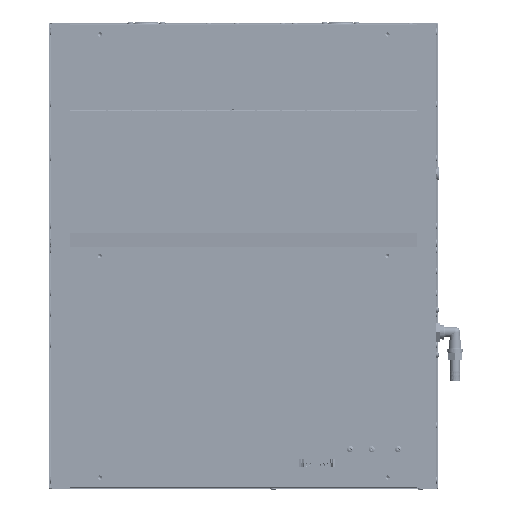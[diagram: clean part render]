
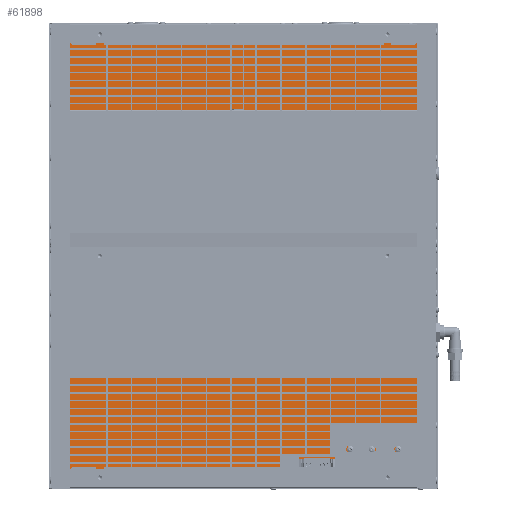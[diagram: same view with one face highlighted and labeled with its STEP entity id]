
A CAD part, front view. The second image highlights one B-rep face of the part: STEP entity #61898.
In plain terms, the highlighted face is planar.
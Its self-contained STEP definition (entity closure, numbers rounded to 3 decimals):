
#60484=CARTESIAN_POINT('',(-248.,-7.,-298.));
#60495=DIRECTION('',(-1.,0.,0.));
#60496=VECTOR('',#60495,496.);
#60497=CARTESIAN_POINT('',(248.,-7.,-298.));
#60498=LINE('',#60497,#60496);
#60499=CARTESIAN_POINT('',(248.,-7.,-298.));
#60638=CARTESIAN_POINT('',(-248.,-7.,298.));
#60649=DIRECTION('',(0.,0.,1.));
#60650=VECTOR('',#60649,596.);
#60651=CARTESIAN_POINT('',(-248.,-7.,-298.));
#60652=LINE('',#60651,#60650);
#60748=CARTESIAN_POINT('',(234.,-7.,105.));
#60749=DIRECTION('',(0.,1.,0.));
#60750=DIRECTION('',(-1.,0.,0.));
#60751=AXIS2_PLACEMENT_3D('',#60748,#60749,#60750);
#60753=CARTESIAN_POINT('',(234.,-7.,105.));
#60754=DIRECTION('',(0.,1.,0.));
#60755=DIRECTION('',(1.,0.,0.));
#60756=AXIS2_PLACEMENT_3D('',#60753,#60754,#60755);
#60758=CARTESIAN_POINT('',(234.,-7.,288.));
#60759=DIRECTION('',(0.,1.,0.));
#60760=DIRECTION('',(-1.,0.,0.));
#60761=AXIS2_PLACEMENT_3D('',#60758,#60759,#60760);
#60763=CARTESIAN_POINT('',(234.,-7.,288.));
#60764=DIRECTION('',(0.,1.,0.));
#60765=DIRECTION('',(1.,0.,0.));
#60766=AXIS2_PLACEMENT_3D('',#60763,#60764,#60765);
#60768=CARTESIAN_POINT('',(-234.,-7.,288.));
#60769=DIRECTION('',(0.,1.,0.));
#60770=DIRECTION('',(-1.,0.,0.));
#60771=AXIS2_PLACEMENT_3D('',#60768,#60769,#60770);
#60773=CARTESIAN_POINT('',(-234.,-7.,288.));
#60774=DIRECTION('',(0.,1.,0.));
#60775=DIRECTION('',(1.,0.,0.));
#60776=AXIS2_PLACEMENT_3D('',#60773,#60774,#60775);
#60778=CARTESIAN_POINT('',(-234.,-7.,105.));
#60779=DIRECTION('',(0.,1.,0.));
#60780=DIRECTION('',(-1.,0.,0.));
#60781=AXIS2_PLACEMENT_3D('',#60778,#60779,#60780);
#60783=CARTESIAN_POINT('',(-234.,-7.,105.));
#60784=DIRECTION('',(0.,1.,0.));
#60785=DIRECTION('',(1.,0.,0.));
#60786=AXIS2_PLACEMENT_3D('',#60783,#60784,#60785);
#60788=CARTESIAN_POINT('',(-234.,-7.,-288.));
#60789=DIRECTION('',(0.,1.,0.));
#60790=DIRECTION('',(-1.,0.,0.));
#60791=AXIS2_PLACEMENT_3D('',#60788,#60789,#60790);
#60793=CARTESIAN_POINT('',(-234.,-7.,-288.));
#60794=DIRECTION('',(0.,1.,0.));
#60795=DIRECTION('',(1.,0.,0.));
#60796=AXIS2_PLACEMENT_3D('',#60793,#60794,#60795);
#60798=CARTESIAN_POINT('',(234.,-7.,-288.));
#60799=DIRECTION('',(0.,1.,0.));
#60800=DIRECTION('',(-1.,0.,0.));
#60801=AXIS2_PLACEMENT_3D('',#60798,#60799,#60800);
#60803=CARTESIAN_POINT('',(234.,-7.,-288.));
#60804=DIRECTION('',(0.,1.,0.));
#60805=DIRECTION('',(1.,0.,0.));
#60806=AXIS2_PLACEMENT_3D('',#60803,#60804,#60805);
#60808=DIRECTION('',(0.,0.,-1.));
#60809=VECTOR('',#60808,596.);
#60810=CARTESIAN_POINT('',(248.,-7.,298.));
#60811=LINE('',#60810,#60809);
#60958=DIRECTION('',(1.,0.,0.));
#60959=VECTOR('',#60958,496.);
#60960=CARTESIAN_POINT('',(-248.,-7.,298.));
#60961=LINE('',#60960,#60959);
#61164=VERTEX_POINT('',#60484);
#61167=VERTEX_POINT('',#60499);
#61199=VERTEX_POINT('',#60638);
#61227=CARTESIAN_POINT('',(248.,-7.,298.));
#61228=VERTEX_POINT('',#61227);
#61229=CARTESIAN_POINT('',(231.75,-7.,105.));
#61230=CARTESIAN_POINT('',(236.25,-7.,105.));
#61231=VERTEX_POINT('',#61229);
#61232=VERTEX_POINT('',#61230);
#61233=CARTESIAN_POINT('',(231.75,-7.,288.));
#61234=CARTESIAN_POINT('',(236.25,-7.,288.));
#61235=VERTEX_POINT('',#61233);
#61236=VERTEX_POINT('',#61234);
#61237=CARTESIAN_POINT('',(-236.25,-7.,288.));
#61238=CARTESIAN_POINT('',(-231.75,-7.,288.));
#61239=VERTEX_POINT('',#61237);
#61240=VERTEX_POINT('',#61238);
#61241=CARTESIAN_POINT('',(-236.25,-7.,105.));
#61242=CARTESIAN_POINT('',(-231.75,-7.,105.));
#61243=VERTEX_POINT('',#61241);
#61244=VERTEX_POINT('',#61242);
#61245=CARTESIAN_POINT('',(-236.25,-7.,-288.));
#61246=CARTESIAN_POINT('',(-231.75,-7.,-288.));
#61247=VERTEX_POINT('',#61245);
#61248=VERTEX_POINT('',#61246);
#61249=CARTESIAN_POINT('',(231.75,-7.,-288.));
#61250=CARTESIAN_POINT('',(236.25,-7.,-288.));
#61251=VERTEX_POINT('',#61249);
#61252=VERTEX_POINT('',#61250);
#61849=CARTESIAN_POINT('',(-250.,-7.,-300.));
#61850=DIRECTION('',(0.,-1.,0.));
#61851=DIRECTION('',(1.,0.,0.));
#61852=AXIS2_PLACEMENT_3D('',#61849,#61850,#61851);
#61853=PLANE('',#61852);
#61854=ORIENTED_EDGE('',*,*,#61671,.F.);
#61855=ORIENTED_EDGE('',*,*,#61448,.F.);
#61857=ORIENTED_EDGE('',*,*,#61856,.F.);
#61859=ORIENTED_EDGE('',*,*,#61858,.F.);
#61860=EDGE_LOOP('',(#61854,#61855,#61857,#61859));
#61861=FACE_OUTER_BOUND('',#61860,.F.);
#61863=ORIENTED_EDGE('',*,*,#61862,.T.);
#61865=ORIENTED_EDGE('',*,*,#61864,.T.);
#61866=EDGE_LOOP('',(#61863,#61865));
#61867=FACE_BOUND('',#61866,.F.);
#61869=ORIENTED_EDGE('',*,*,#61868,.T.);
#61871=ORIENTED_EDGE('',*,*,#61870,.T.);
#61872=EDGE_LOOP('',(#61869,#61871));
#61873=FACE_BOUND('',#61872,.F.);
#61875=ORIENTED_EDGE('',*,*,#61874,.T.);
#61877=ORIENTED_EDGE('',*,*,#61876,.T.);
#61878=EDGE_LOOP('',(#61875,#61877));
#61879=FACE_BOUND('',#61878,.F.);
#61881=ORIENTED_EDGE('',*,*,#61880,.T.);
#61883=ORIENTED_EDGE('',*,*,#61882,.T.);
#61884=EDGE_LOOP('',(#61881,#61883));
#61885=FACE_BOUND('',#61884,.F.);
#61887=ORIENTED_EDGE('',*,*,#61886,.T.);
#61889=ORIENTED_EDGE('',*,*,#61888,.T.);
#61890=EDGE_LOOP('',(#61887,#61889));
#61891=FACE_BOUND('',#61890,.F.);
#61893=ORIENTED_EDGE('',*,*,#61892,.T.);
#61895=ORIENTED_EDGE('',*,*,#61894,.T.);
#61896=EDGE_LOOP('',(#61893,#61895));
#61897=FACE_BOUND('',#61896,.F.);
#61898=ADVANCED_FACE('',(#61861,#61867,#61873,#61879,#61885,#61891,#61897),
#61853,.F.);
#60752=CIRCLE('',#60751,2.25);
#60757=CIRCLE('',#60756,2.25);
#60762=CIRCLE('',#60761,2.25);
#60767=CIRCLE('',#60766,2.25);
#60772=CIRCLE('',#60771,2.25);
#60777=CIRCLE('',#60776,2.25);
#60782=CIRCLE('',#60781,2.25);
#60787=CIRCLE('',#60786,2.25);
#60792=CIRCLE('',#60791,2.25);
#60797=CIRCLE('',#60796,2.25);
#60802=CIRCLE('',#60801,2.25);
#60807=CIRCLE('',#60806,2.25);
#61448=EDGE_CURVE('',#61167,#61164,#60498,.T.);
#61671=EDGE_CURVE('',#61164,#61199,#60652,.T.);
#61856=EDGE_CURVE('',#61228,#61167,#60811,.T.);
#61858=EDGE_CURVE('',#61199,#61228,#60961,.T.);
#61862=EDGE_CURVE('',#61231,#61232,#60752,.T.);
#61864=EDGE_CURVE('',#61232,#61231,#60757,.T.);
#61868=EDGE_CURVE('',#61235,#61236,#60762,.T.);
#61870=EDGE_CURVE('',#61236,#61235,#60767,.T.);
#61874=EDGE_CURVE('',#61239,#61240,#60772,.T.);
#61876=EDGE_CURVE('',#61240,#61239,#60777,.T.);
#61880=EDGE_CURVE('',#61243,#61244,#60782,.T.);
#61882=EDGE_CURVE('',#61244,#61243,#60787,.T.);
#61886=EDGE_CURVE('',#61247,#61248,#60792,.T.);
#61888=EDGE_CURVE('',#61248,#61247,#60797,.T.);
#61892=EDGE_CURVE('',#61251,#61252,#60802,.T.);
#61894=EDGE_CURVE('',#61252,#61251,#60807,.T.);
